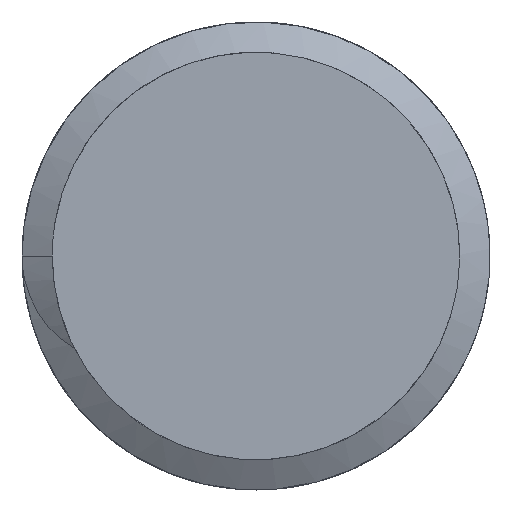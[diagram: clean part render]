
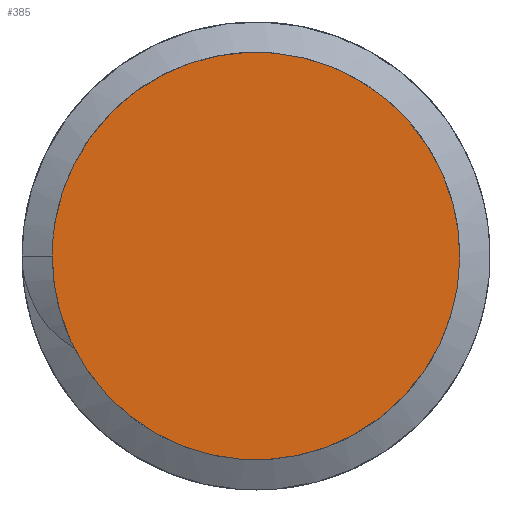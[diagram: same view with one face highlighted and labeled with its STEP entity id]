
A CAD part, left-side view. The second image highlights one B-rep face of the part: STEP entity #385.
In plain terms, the highlighted free-form (B-spline) face has degree [1, 1] with [2, 2] control points.
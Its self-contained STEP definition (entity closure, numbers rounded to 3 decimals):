
#364=CARTESIAN_POINT('',(0.,-15.75,15.75));
#365=CARTESIAN_POINT('',(0.,-15.75,-15.75));
#366=CARTESIAN_POINT('',(0.,15.75,15.75));
#367=CARTESIAN_POINT('',(0.,15.75,-15.75));
#368=B_SPLINE_SURFACE_WITH_KNOTS('',1,1,((#364,#365),(#366,#367)),.PLANE_SURF.,.F.,.F.,.U.,(2,2),(2,2),(-1.,2.),(-1.,2.),.UNSPECIFIED.);
#369=CARTESIAN_POINT('',(0.,5.25,0.));
#370=VERTEX_POINT('',#369);
#371=CARTESIAN_POINT('',(0.,5.25,0.));
#372=CARTESIAN_POINT('',(0.,5.25,-5.25));
#373=CARTESIAN_POINT('',(0.,0.,-5.25));
#374=CARTESIAN_POINT('',(0.,-5.25,-5.25));
#375=CARTESIAN_POINT('',(0.,-5.25,0.));
#376=CARTESIAN_POINT('',(0.,-5.25,5.25));
#377=CARTESIAN_POINT('',(0.,0.,5.25));
#378=CARTESIAN_POINT('',(0.,5.25,5.25));
#379=CARTESIAN_POINT('',(0.,5.25,0.));
#380=(BOUNDED_CURVE()B_SPLINE_CURVE(2,(#371,#372,#373,#374,#375,#376,#377,#378,#379),.CIRCULAR_ARC.,.T.,.U.)B_SPLINE_CURVE_WITH_KNOTS((3,2,2,2,3),(0.,0.25,0.5,0.75,1.),.UNSPECIFIED.)CURVE()GEOMETRIC_REPRESENTATION_ITEM()RATIONAL_B_SPLINE_CURVE((1.,0.707,1.,0.707,1.,0.707,1.,0.707,1.))REPRESENTATION_ITEM(''));
#381=EDGE_CURVE('',#370,#370,#380,.T.);
#382=ORIENTED_EDGE('',*,*,#381,.T.);
#383=EDGE_LOOP('',(#382));
#384=FACE_OUTER_BOUND('',#383,.T.);
#385=ADVANCED_FACE('',(#384),#368,.T.);
